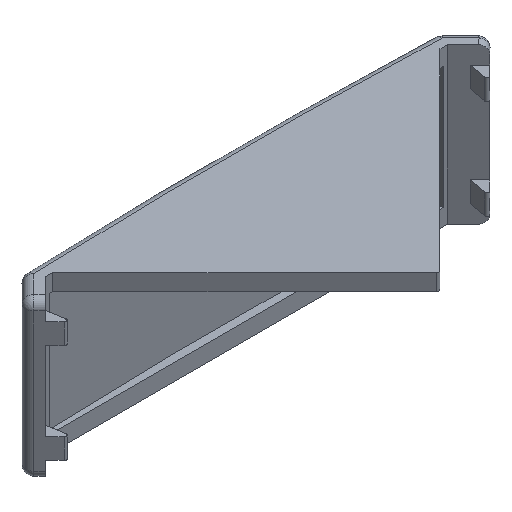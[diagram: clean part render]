
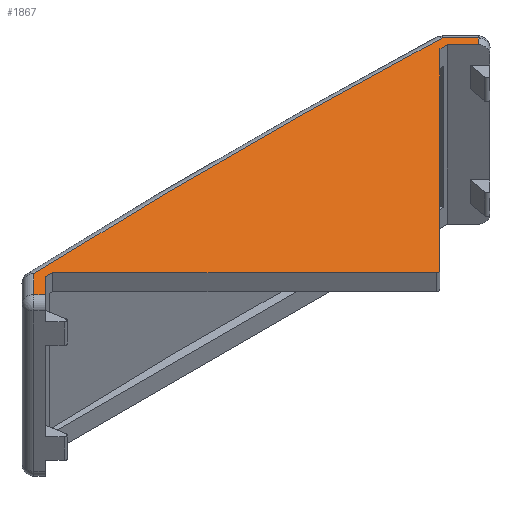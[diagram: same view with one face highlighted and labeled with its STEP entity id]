
A CAD part, isometric view. The second image highlights one B-rep face of the part: STEP entity #1867.
In plain terms, the highlighted planar face has unit normal (0, 0, 1).
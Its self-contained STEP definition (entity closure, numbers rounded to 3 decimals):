
#402=DIRECTION('',(-0.707,0.707,0.));
#403=VECTOR('',#402,65.514);
#404=CARTESIAN_POINT('',(-0.424,-46.326,18.75));
#405=LINE('',#404,#403);
#409=DIRECTION('',(-0.707,-0.707,0.));
#410=VECTOR('',#409,5.3);
#411=CARTESIAN_POINT('',(-48.5,0.,18.75));
#412=LINE('',#411,#410);
#416=DIRECTION('',(-0.707,0.707,0.));
#417=VECTOR('',#416,2.);
#418=CARTESIAN_POINT('',(-52.248,-3.748,18.75));
#419=LINE('',#418,#417);
#423=DIRECTION('',(0.707,0.707,0.));
#424=VECTOR('',#423,6.174);
#425=CARTESIAN_POINT('',(-53.662,-2.333,18.75));
#426=LINE('',#425,#424);
#430=CARTESIAN_POINT('',(0.,-1253.355,18.75));
#431=DIRECTION('',(0.,0.,-1.));
#432=DIRECTION('',(-0.039,0.999,0.));
#433=AXIS2_PLACEMENT_3D('',#430,#431,#432);
#438=DIRECTION('',(0.707,-0.707,0.));
#439=VECTOR('',#438,6.174);
#440=CARTESIAN_POINT('',(49.296,2.033,18.75));
#441=LINE('',#440,#439);
#445=DIRECTION('',(-0.707,-0.707,0.));
#446=VECTOR('',#445,2.);
#447=CARTESIAN_POINT('',(53.662,-2.333,18.75));
#448=LINE('',#447,#446);
#452=DIRECTION('',(-0.707,0.707,0.));
#453=VECTOR('',#452,5.3);
#454=CARTESIAN_POINT('',(52.248,-3.748,18.75));
#455=LINE('',#454,#453);
#459=DIRECTION('',(-0.707,-0.707,0.));
#460=VECTOR('',#459,65.514);
#461=CARTESIAN_POINT('',(46.75,0.,18.75));
#462=LINE('',#461,#460);
#466=CARTESIAN_POINT('',(0.,-45.901,18.75));
#467=DIRECTION('',(0.,0.,-1.));
#468=DIRECTION('',(0.707,-0.707,0.));
#469=AXIS2_PLACEMENT_3D('',#466,#467,#468);
#481=DIRECTION('',(1.,0.,0.));
#482=VECTOR('',#481,1.75);
#483=CARTESIAN_POINT('',(46.75,0.,18.75));
#484=LINE('',#483,#482);
#495=DIRECTION('',(1.,0.,0.));
#496=VECTOR('',#495,1.75);
#497=CARTESIAN_POINT('',(-48.5,0.,18.75));
#498=LINE('',#497,#496);
#1573=CARTESIAN_POINT('',(-0.424,-46.326,18.75));
#1574=VERTEX_POINT('',#1573);
#1575=CARTESIAN_POINT('',(0.424,-46.326,18.75));
#1576=VERTEX_POINT('',#1575);
#1597=CARTESIAN_POINT('',(46.75,0.,18.75));
#1598=VERTEX_POINT('',#1597);
#1599=CARTESIAN_POINT('',(-46.75,0.,18.75));
#1600=VERTEX_POINT('',#1599);
#1601=CARTESIAN_POINT('',(-48.5,0.,18.75));
#1602=VERTEX_POINT('',#1601);
#1603=CARTESIAN_POINT('',(-52.248,-3.748,18.75));
#1604=VERTEX_POINT('',#1603);
#1605=CARTESIAN_POINT('',(-53.662,-2.333,18.75));
#1606=VERTEX_POINT('',#1605);
#1607=CARTESIAN_POINT('',(-49.296,2.033,18.75));
#1608=VERTEX_POINT('',#1607);
#1609=CARTESIAN_POINT('',(49.296,2.033,18.75));
#1610=VERTEX_POINT('',#1609);
#1611=CARTESIAN_POINT('',(53.662,-2.333,18.75));
#1612=VERTEX_POINT('',#1611);
#1613=CARTESIAN_POINT('',(52.248,-3.748,18.75));
#1614=VERTEX_POINT('',#1613);
#1615=CARTESIAN_POINT('',(48.5,0.,18.75));
#1616=VERTEX_POINT('',#1615);
#1838=CARTESIAN_POINT('',(0.,-1253.355,18.75));
#1839=DIRECTION('',(0.,0.,-1.));
#1840=DIRECTION('',(-1.,0.,0.));
#1841=AXIS2_PLACEMENT_3D('',#1838,#1839,#1840);
#1842=PLANE('',#1841);
#1844=ORIENTED_EDGE('',*,*,#1843,.T.);
#1846=ORIENTED_EDGE('',*,*,#1845,.F.);
#1848=ORIENTED_EDGE('',*,*,#1847,.T.);
#1850=ORIENTED_EDGE('',*,*,#1849,.T.);
#1852=ORIENTED_EDGE('',*,*,#1851,.T.);
#1854=ORIENTED_EDGE('',*,*,#1853,.T.);
#1856=ORIENTED_EDGE('',*,*,#1855,.T.);
#1858=ORIENTED_EDGE('',*,*,#1857,.T.);
#1860=ORIENTED_EDGE('',*,*,#1859,.T.);
#1862=ORIENTED_EDGE('',*,*,#1861,.F.);
#1863=ORIENTED_EDGE('',*,*,#1829,.T.);
#1864=ORIENTED_EDGE('',*,*,#1786,.T.);
#1865=EDGE_LOOP('',(#1844,#1846,#1848,#1850,#1852,#1854,#1856,#1858,#1860,#1862,
#1863,#1864));
#1866=FACE_OUTER_BOUND('',#1865,.F.);
#434=CIRCLE('',#433,1256.355);
#470=CIRCLE('',#469,0.6);
#1786=EDGE_CURVE('',#1576,#1574,#470,.T.);
#1829=EDGE_CURVE('',#1598,#1576,#462,.T.);
#1843=EDGE_CURVE('',#1574,#1600,#405,.T.);
#1845=EDGE_CURVE('',#1602,#1600,#498,.T.);
#1847=EDGE_CURVE('',#1602,#1604,#412,.T.);
#1849=EDGE_CURVE('',#1604,#1606,#419,.T.);
#1851=EDGE_CURVE('',#1606,#1608,#426,.T.);
#1853=EDGE_CURVE('',#1608,#1610,#434,.T.);
#1855=EDGE_CURVE('',#1610,#1612,#441,.T.);
#1857=EDGE_CURVE('',#1612,#1614,#448,.T.);
#1859=EDGE_CURVE('',#1614,#1616,#455,.T.);
#1861=EDGE_CURVE('',#1598,#1616,#484,.T.);
#1867=ADVANCED_FACE('',(#1866),#1842,.F.);
